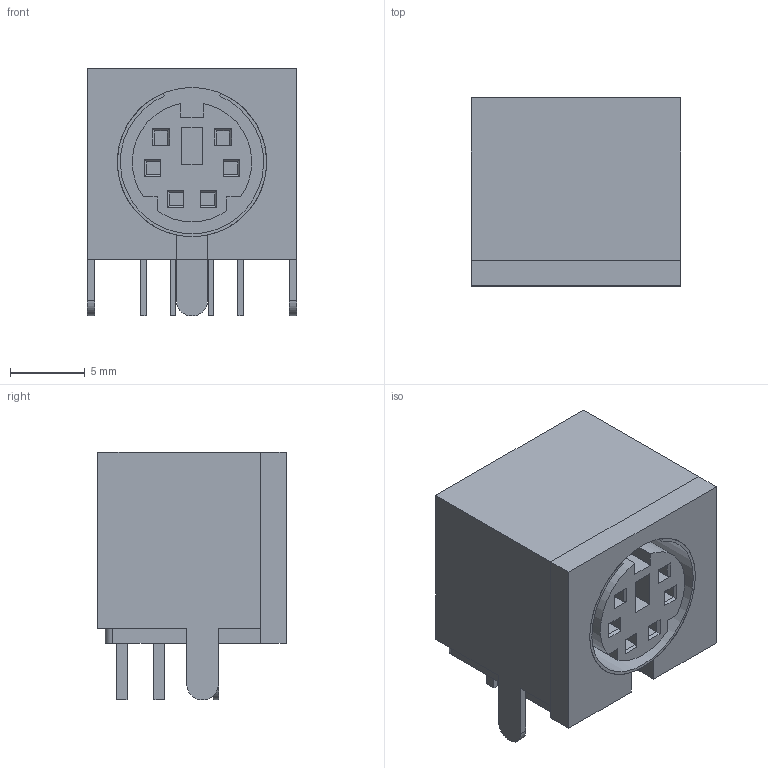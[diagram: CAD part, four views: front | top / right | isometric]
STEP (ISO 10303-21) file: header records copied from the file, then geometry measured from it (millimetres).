
FILE_DESCRIPTION(/* description */ (''),/* implementation_level */ '2;1');
FILE_NAME(/* name */ 'MD-60SM v14.step',/* time_stamp */ '2020-10-22T22:20:43-07:00',/* author */ (''),/* organization */ (''),/* preprocessor_version */ 'ST-DEVELOPER v18.1',/* originating_system */ 'Autodesk Translation Framework v9.3.0.1241',/* authorisation */ '');
FILE_SCHEMA (('AUTOMOTIVE_DESIGN { 1 0 10303 214 3 1 1 }'));
Length unit declared in the file: millimetre
Products named in the file (7): MD-60SM; Front; Base; Shield; Jack; Barrel; Pins
Assembly tree (6 placements, depth 2):
  MD-60SM
    Front
    Base
    Shield
    Jack
    Barrel
    Pins
Bounding box: 14 x 12.6 x 16.6 mm (x, y, z)
Volume: 1353.9 mm3; surface area: 2932.1 mm2
Topology: 12 solids, 12 shells, 148 faces, 360 edges, 236 vertices
Faces by surface type: plane 136, cylinder 12
Entity records: 4513 total; most frequent: CARTESIAN_POINT 758, ORIENTED_EDGE 720, DIRECTION 708, EDGE_CURVE 360, LINE 336, VECTOR 336, VERTEX_POINT 236, AXIS2_PLACEMENT_3D 186
